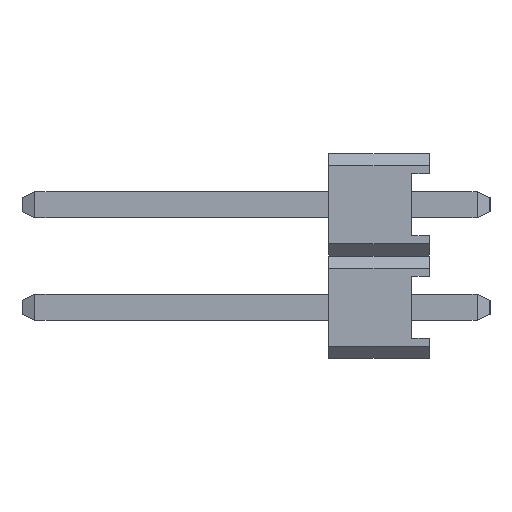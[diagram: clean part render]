
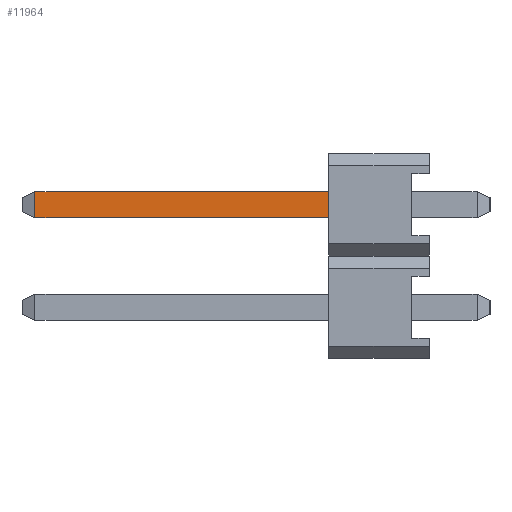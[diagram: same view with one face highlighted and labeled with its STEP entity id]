
A CAD part, left-side view. The second image highlights one B-rep face of the part: STEP entity #11964.
In plain terms, the highlighted planar face has unit normal (-1, 0, 0).
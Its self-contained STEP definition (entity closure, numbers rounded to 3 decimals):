
#4883 = EDGE_CURVE ( 'NONE', #4884, #4885, #10446, .T. ) ;
#4884 = VERTEX_POINT ( 'NONE', #10442 ) ;
#4885 = VERTEX_POINT ( 'NONE', #10441 ) ;
#10441 = CARTESIAN_POINT ( 'NONE',  ( -0.325, 2.5, 0.325 ) ) ;
#10442 = CARTESIAN_POINT ( 'NONE',  ( -0.325, 2.5, -0.325 ) ) ;
#10443 = DIRECTION ( 'NONE',  ( 0., 0., 1. ) ) ;
#10444 = VECTOR ( 'NONE', #10443, 1000. ) ;
#10445 = CARTESIAN_POINT ( 'NONE',  ( -0.325, 2.5, 1.27 ) ) ;
#10446 = LINE ( 'NONE', #10445, #10444 ) ;
#11915 = VERTEX_POINT ( 'NONE', #16468 ) ;
#11916 = ORIENTED_EDGE ( 'NONE', *, *, #11917, .T. ) ;
#11917 = EDGE_CURVE ( 'NONE', #11915, #4884, #16467, .T. ) ;
#11918 = ORIENTED_EDGE ( 'NONE', *, *, #4883, .T. ) ;
#11937 = ORIENTED_EDGE ( 'NONE', *, *, #11938, .F. ) ;
#11938 = EDGE_CURVE ( 'NONE', #11968, #4885, #16532, .T. ) ;
#11939 = ORIENTED_EDGE ( 'NONE', *, *, #11940, .T. ) ;
#11940 = EDGE_CURVE ( 'NONE', #11968, #11915, #16528, .T. ) ;
#11964 = ADVANCED_FACE ( 'NONE', ( #16552 ), #16551, .F. ) ;
#11965 = EDGE_LOOP ( 'NONE', ( #11937, #11939, #11916, #11918 ) ) ;
#11968 = VERTEX_POINT ( 'NONE', #16546 ) ;
#16464 = DIRECTION ( 'NONE',  ( 0., -1., 0. ) ) ;
#16465 = VECTOR ( 'NONE', #16464, 1000. ) ;
#16466 = CARTESIAN_POINT ( 'NONE',  ( -0.325, 10.1, -0.325 ) ) ;
#16467 = LINE ( 'NONE', #16466, #16465 ) ;
#16468 = CARTESIAN_POINT ( 'NONE',  ( -0.325, 9.778, -0.325 ) ) ;
#16525 = DIRECTION ( 'NONE',  ( 0., 0., -1. ) ) ;
#16526 = VECTOR ( 'NONE', #16525, 1000. ) ;
#16527 = CARTESIAN_POINT ( 'NONE',  ( -0.325, 9.778, 0.325 ) ) ;
#16528 = LINE ( 'NONE', #16527, #16526 ) ;
#16529 = DIRECTION ( 'NONE',  ( 0., -1., 0. ) ) ;
#16530 = VECTOR ( 'NONE', #16529, 1000. ) ;
#16531 = CARTESIAN_POINT ( 'NONE',  ( -0.325, 10.1, 0.325 ) ) ;
#16532 = LINE ( 'NONE', #16531, #16530 ) ;
#16546 = CARTESIAN_POINT ( 'NONE',  ( -0.325, 9.778, 0.325 ) ) ;
#16547 = DIRECTION ( 'NONE',  ( 0., 0., -1. ) ) ;
#16548 = DIRECTION ( 'NONE',  ( 1., 0., 0. ) ) ;
#16549 = CARTESIAN_POINT ( 'NONE',  ( -0.325, 10.1, 0.325 ) ) ;
#16550 = AXIS2_PLACEMENT_3D ( 'NONE', #16549, #16548, #16547 ) ;
#16551 = PLANE ( 'NONE',  #16550 ) ;
#16552 = FACE_OUTER_BOUND ( 'NONE', #11965, .T. ) ;
